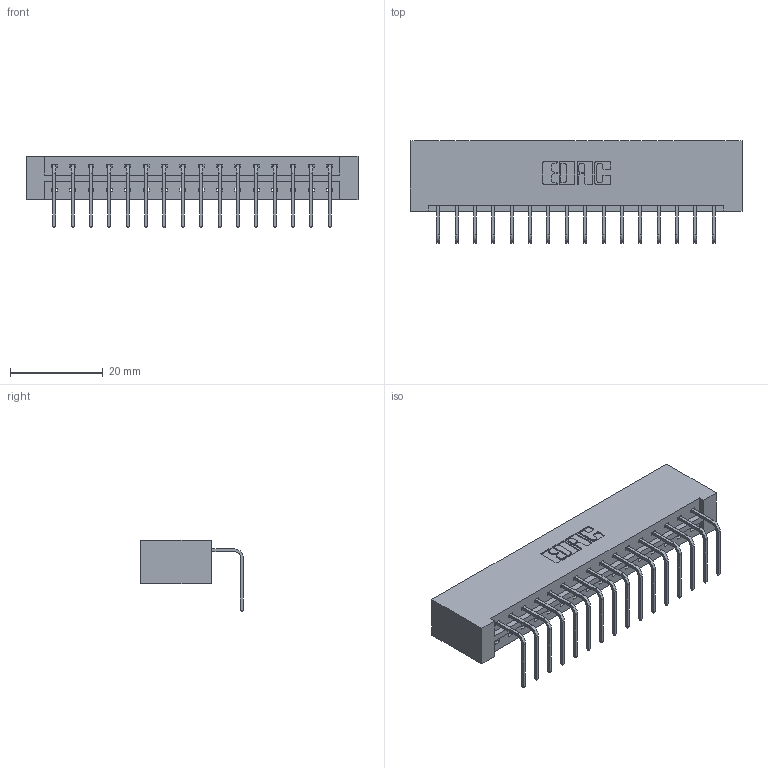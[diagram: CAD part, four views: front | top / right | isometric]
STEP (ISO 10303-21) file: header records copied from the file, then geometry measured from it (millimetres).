
FILE_DESCRIPTION (( 'STEP AP203' ), '1' );
FILE_NAME ('833-016-558-101.STEP', '2020-05-31T18:49:58', ( '' ), ( '' ), 'SwSTEP 2.0', 'SolidWorks 2020', '' );
FILE_SCHEMA (( 'CONFIG_CONTROL_DESIGN' ));
Length unit declared in the file: inch
Products named in the file (3): 833 Part_Lugless; 833-016-558-101; 345-292-001_558 Tail - 2
Assembly tree (17 placements, depth 2):
  833-016-558-101
    833 Part_Lugless
    345-292-001_558 Tail - 2  x16
Bounding box: 71.65 x 22.17 x 15.37 mm (x, y, z)
Volume: 7652.8 mm3; surface area: 8393.4 mm2
Topology: 17 solids, 17 shells, 1066 faces, 3199 edges, 2110 vertices
Faces by surface type: plane 770, cylinder 296
Entity records: 12951 total; most frequent: CARTESIAN_POINT 2246, ORIENTED_EDGE 2198, DIRECTION 1939, EDGE_CURVE 1099, VECTOR 979, LINE 979, VERTEX_POINT 730, AXIS2_PLACEMENT_3D 480
